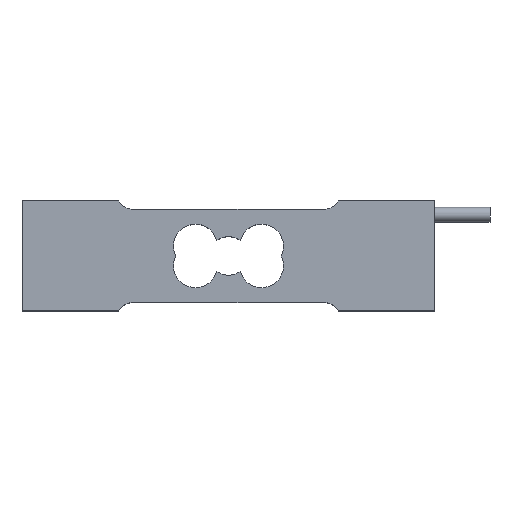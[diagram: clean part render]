
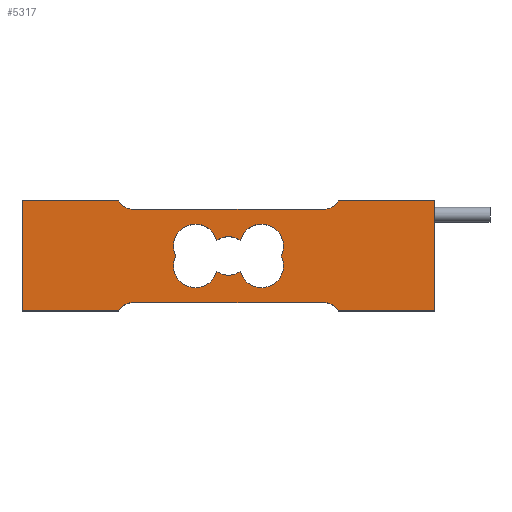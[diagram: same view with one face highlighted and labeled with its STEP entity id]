
A CAD part, top view. The second image highlights one B-rep face of the part: STEP entity #5317.
In plain terms, the highlighted planar face has unit normal (0, 0, 1).
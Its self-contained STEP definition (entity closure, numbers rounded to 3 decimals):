
#28=FACE_BOUND('',#755,.T.);
#73=PLANE('',#5676);
#121=CIRCLE('',#5642,6.);
#122=CIRCLE('',#5644,6.);
#125=CIRCLE('',#5648,6.);
#126=CIRCLE('',#5650,6.);
#129=CIRCLE('',#5655,7.);
#131=CIRCLE('',#5658,8.);
#133=CIRCLE('',#5661,8.);
#135=CIRCLE('',#5664,7.);
#137=CIRCLE('',#5667,8.);
#139=CIRCLE('',#5670,8.);
#442=FACE_OUTER_BOUND('',#754,.T.);
#754=EDGE_LOOP('',(#4709,#4710,#4711,#4712,#4713,#4714,#4715,#4716,#4717,
#4718,#4719,#4720));
#755=EDGE_LOOP('',(#4721,#4722,#4723,#4724,#4725,#4726));
#1493=LINE('',#21773,#1760);
#1501=LINE('',#21812,#1768);
#1504=LINE('',#21818,#1771);
#1505=LINE('',#21821,#1772);
#1508=LINE('',#21827,#1775);
#1513=LINE('',#21836,#1780);
#1514=LINE('',#21838,#1781);
#1515=LINE('',#21839,#1782);
#1760=VECTOR('',#6560,10.);
#1768=VECTOR('',#6606,10.);
#1771=VECTOR('',#6611,10.);
#1772=VECTOR('',#6614,10.);
#1775=VECTOR('',#6619,10.);
#1780=VECTOR('',#6626,10.);
#1781=VECTOR('',#6629,10.);
#1782=VECTOR('',#6630,10.);
#2272=VERTEX_POINT('',#21739);
#2273=VERTEX_POINT('',#21741);
#2274=VERTEX_POINT('',#21745);
#2275=VERTEX_POINT('',#21746);
#2280=VERTEX_POINT('',#21757);
#2281=VERTEX_POINT('',#21759);
#2282=VERTEX_POINT('',#21763);
#2283=VERTEX_POINT('',#21764);
#2288=VERTEX_POINT('',#21778);
#2289=VERTEX_POINT('',#21780);
#2291=VERTEX_POINT('',#21786);
#2293=VERTEX_POINT('',#21792);
#2295=VERTEX_POINT('',#21798);
#2297=VERTEX_POINT('',#21804);
#2299=VERTEX_POINT('',#21816);
#2300=VERTEX_POINT('',#21820);
#2302=VERTEX_POINT('',#21826);
#2305=VERTEX_POINT('',#21834);
#3072=EDGE_CURVE('',#2272,#2273,#121,.T.);
#3074=EDGE_CURVE('',#2274,#2275,#122,.T.);
#3080=EDGE_CURVE('',#2280,#2281,#125,.T.);
#3082=EDGE_CURVE('',#2282,#2283,#126,.F.);
#3087=EDGE_CURVE('',#2280,#2282,#1493,.T.);
#3090=EDGE_CURVE('',#2289,#2288,#129,.T.);
#3093=EDGE_CURVE('',#2291,#2289,#131,.T.);
#3096=EDGE_CURVE('',#2293,#2291,#133,.T.);
#3099=EDGE_CURVE('',#2295,#2293,#135,.T.);
#3103=EDGE_CURVE('',#2288,#2297,#137,.T.);
#3105=EDGE_CURVE('',#2297,#2295,#139,.T.);
#3107=EDGE_CURVE('',#2272,#2275,#1501,.T.);
#3110=EDGE_CURVE('',#2299,#2283,#1504,.T.);
#3111=EDGE_CURVE('',#2281,#2300,#1505,.T.);
#3114=EDGE_CURVE('',#2302,#2273,#1508,.T.);
#3119=EDGE_CURVE('',#2274,#2305,#1513,.T.);
#3120=EDGE_CURVE('',#2302,#2299,#1514,.T.);
#3121=EDGE_CURVE('',#2300,#2305,#1515,.T.);
#4709=ORIENTED_EDGE('',*,*,#3087,.T.);
#4710=ORIENTED_EDGE('',*,*,#3082,.T.);
#4711=ORIENTED_EDGE('',*,*,#3110,.F.);
#4712=ORIENTED_EDGE('',*,*,#3120,.F.);
#4713=ORIENTED_EDGE('',*,*,#3114,.T.);
#4714=ORIENTED_EDGE('',*,*,#3072,.F.);
#4715=ORIENTED_EDGE('',*,*,#3107,.T.);
#4716=ORIENTED_EDGE('',*,*,#3074,.F.);
#4717=ORIENTED_EDGE('',*,*,#3119,.T.);
#4718=ORIENTED_EDGE('',*,*,#3121,.F.);
#4719=ORIENTED_EDGE('',*,*,#3111,.F.);
#4720=ORIENTED_EDGE('',*,*,#3080,.F.);
#4721=ORIENTED_EDGE('',*,*,#3099,.T.);
#4722=ORIENTED_EDGE('',*,*,#3096,.T.);
#4723=ORIENTED_EDGE('',*,*,#3093,.T.);
#4724=ORIENTED_EDGE('',*,*,#3090,.T.);
#4725=ORIENTED_EDGE('',*,*,#3103,.T.);
#4726=ORIENTED_EDGE('',*,*,#3105,.T.);
#5317=ADVANCED_FACE('',(#442,#28),#73,.T.);
#5642=AXIS2_PLACEMENT_3D('',#21742,#6530,#6531);
#5644=AXIS2_PLACEMENT_3D('',#21747,#6535,#6536);
#5648=AXIS2_PLACEMENT_3D('',#21760,#6546,#6547);
#5650=AXIS2_PLACEMENT_3D('',#21765,#6551,#6552);
#5655=AXIS2_PLACEMENT_3D('',#21781,#6566,#6567);
#5658=AXIS2_PLACEMENT_3D('',#21787,#6573,#6574);
#5661=AXIS2_PLACEMENT_3D('',#21793,#6580,#6581);
#5664=AXIS2_PLACEMENT_3D('',#21799,#6587,#6588);
#5667=AXIS2_PLACEMENT_3D('',#21806,#6595,#6596);
#5670=AXIS2_PLACEMENT_3D('',#21809,#6601,#6602);
#5676=AXIS2_PLACEMENT_3D('',#21837,#6627,#6628);
#6530=DIRECTION('center_axis',(0.,0.,1.));
#6531=DIRECTION('ref_axis',(-0.866,0.5,0.));
#6535=DIRECTION('center_axis',(0.,0.,1.));
#6536=DIRECTION('ref_axis',(0.866,0.5,0.));
#6546=DIRECTION('center_axis',(0.,0.,1.));
#6547=DIRECTION('ref_axis',(0.866,-0.5,0.));
#6551=DIRECTION('center_axis',(0.,0.,1.));
#6552=DIRECTION('ref_axis',(-0.866,-0.5,0.));
#6560=DIRECTION('',(-1.,0.,0.));
#6566=DIRECTION('center_axis',(0.,0.,-1.));
#6567=DIRECTION('ref_axis',(1.,0.,0.));
#6573=DIRECTION('center_axis',(0.,0.,-1.));
#6574=DIRECTION('ref_axis',(1.,0.,0.));
#6580=DIRECTION('center_axis',(0.,0.,-1.));
#6581=DIRECTION('ref_axis',(1.,0.,0.));
#6587=DIRECTION('center_axis',(0.,0.,-1.));
#6588=DIRECTION('ref_axis',(1.,0.,0.));
#6595=DIRECTION('center_axis',(0.,0.,-1.));
#6596=DIRECTION('ref_axis',(1.,0.,0.));
#6601=DIRECTION('center_axis',(0.,0.,-1.));
#6602=DIRECTION('ref_axis',(1.,0.,0.));
#6606=DIRECTION('',(1.,0.,0.));
#6611=DIRECTION('',(1.,0.,0.));
#6614=DIRECTION('',(1.,0.,0.));
#6619=DIRECTION('',(1.,0.,0.));
#6626=DIRECTION('',(1.,0.,0.));
#6627=DIRECTION('center_axis',(0.,0.,1.));
#6628=DIRECTION('ref_axis',(0.,-1.,0.));
#6629=DIRECTION('',(0.,1.,0.));
#6630=DIRECTION('',(0.,-1.,0.));
#21739=CARTESIAN_POINT('',(-34.804,-17.,12.7));
#21741=CARTESIAN_POINT('',(-40.,-20.,12.7));
#21742=CARTESIAN_POINT('Origin',(-34.804,-23.,12.7));
#21745=CARTESIAN_POINT('',(40.,-20.,12.7));
#21746=CARTESIAN_POINT('',(34.804,-17.,12.7));
#21747=CARTESIAN_POINT('Origin',(34.804,-23.,12.7));
#21757=CARTESIAN_POINT('',(34.804,17.,12.7));
#21759=CARTESIAN_POINT('',(40.,20.,12.7));
#21760=CARTESIAN_POINT('Origin',(34.804,23.,12.7));
#21763=CARTESIAN_POINT('',(-34.804,17.,12.7));
#21764=CARTESIAN_POINT('',(-40.,20.,12.7));
#21765=CARTESIAN_POINT('Origin',(-34.804,23.,12.7));
#21773=CARTESIAN_POINT('',(-20.,17.,12.7));
#21778=CARTESIAN_POINT('',(4.258,5.556,12.7));
#21780=CARTESIAN_POINT('',(-4.258,5.556,12.7));
#21781=CARTESIAN_POINT('Origin',(0.,0.,12.7));
#21786=CARTESIAN_POINT('',(-19.174,0.,12.7));
#21787=CARTESIAN_POINT('Origin',(-12.,3.54,12.7));
#21792=CARTESIAN_POINT('',(-4.258,-5.556,12.7));
#21793=CARTESIAN_POINT('Origin',(-12.,-3.54,12.7));
#21798=CARTESIAN_POINT('',(4.258,-5.556,12.7));
#21799=CARTESIAN_POINT('Origin',(0.,0.,12.7));
#21804=CARTESIAN_POINT('',(19.174,0.,12.7));
#21806=CARTESIAN_POINT('Origin',(12.,3.54,12.7));
#21809=CARTESIAN_POINT('Origin',(12.,-3.54,12.7));
#21812=CARTESIAN_POINT('',(20.,-17.,12.7));
#21816=CARTESIAN_POINT('',(-75.,20.,12.7));
#21818=CARTESIAN_POINT('',(0.,20.,12.7));
#21820=CARTESIAN_POINT('',(75.,20.,12.7));
#21821=CARTESIAN_POINT('',(0.,20.,12.7));
#21826=CARTESIAN_POINT('',(-75.,-20.,12.7));
#21827=CARTESIAN_POINT('',(0.,-20.,12.7));
#21834=CARTESIAN_POINT('',(75.,-20.,12.7));
#21836=CARTESIAN_POINT('',(0.,-20.,12.7));
#21837=CARTESIAN_POINT('Origin',(0.,20.,12.7));
#21838=CARTESIAN_POINT('',(-75.,-20.,12.7));
#21839=CARTESIAN_POINT('',(75.,-20.,12.7));
